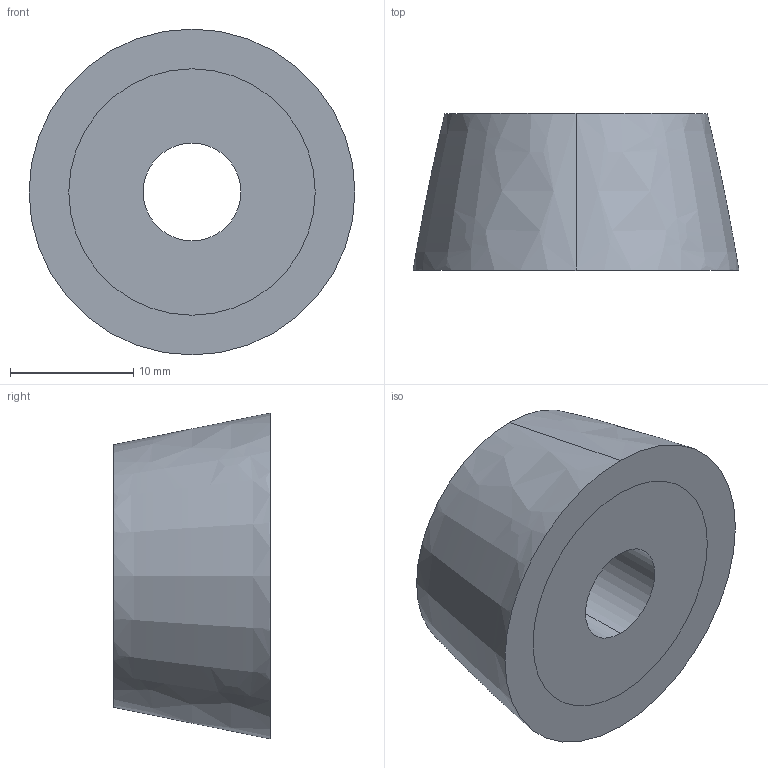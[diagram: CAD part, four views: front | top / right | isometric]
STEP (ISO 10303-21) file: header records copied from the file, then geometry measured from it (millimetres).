
FILE_DESCRIPTION (( 'STEP AP214' ), '1' );
FILE_NAME ('am-2080 8 in Mecanum End Roller.STEP', '2020-06-12T21:56:19', ( '' ), ( '' ), 'SwSTEP 2.0', 'SolidWorks 2019', '' );
FILE_SCHEMA (( 'AUTOMOTIVE_DESIGN' ));
Length unit declared in the file: inch
Products named in the file (3): Roller E Core Optimized; am-2080 8 in Mecanum End Roller; Roller E Skin Optimized
Assembly tree (2 placements, depth 2):
  am-2080 8 in Mecanum End Roller
    Roller E Core Optimized
    Roller E Skin Optimized
Bounding box: 26.42 x 12.7 x 26.42 mm (x, y, z)
Volume: 4365.4 mm3; surface area: 3142.3 mm2
Topology: 2 solids, 2 shells, 15 faces, 30 edges, 20 vertices
Faces by surface type: bspline 6, plane 5, cylinder 4
Entity records: 1098 total; most frequent: CARTESIAN_POINT 668, DIRECTION 72, ORIENTED_EDGE 60, AXIS2_PLACEMENT_3D 34, EDGE_CURVE 30, EDGE_LOOP 20, VERTEX_POINT 20, CIRCLE 20
